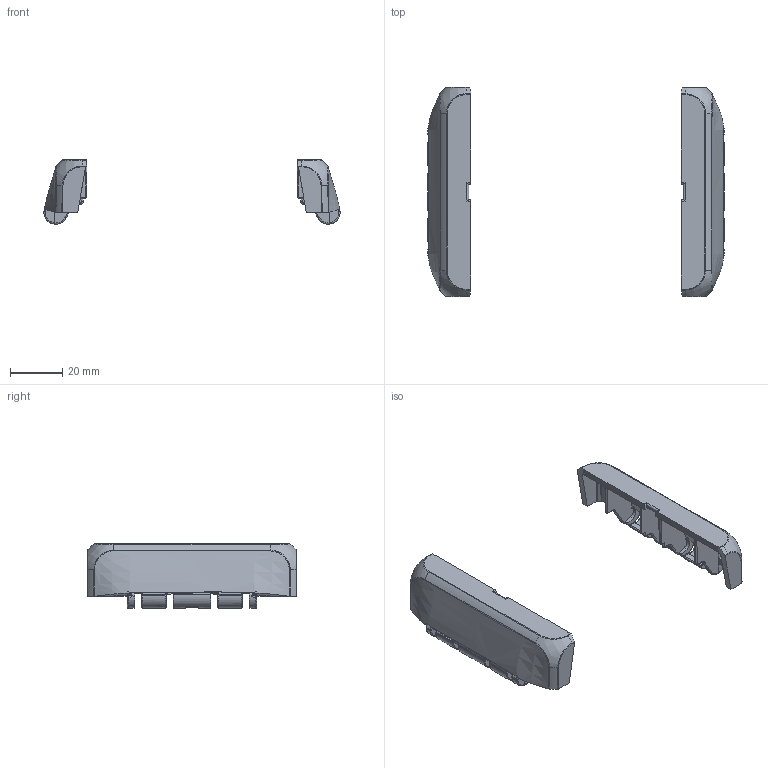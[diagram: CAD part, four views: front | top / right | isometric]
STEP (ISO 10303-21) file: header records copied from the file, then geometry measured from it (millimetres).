
FILE_DESCRIPTION((''),'2;1');
FILE_NAME('a96310100_B SC 08 PC-V0 3000.stp','2012-09-17T15:59:54',('haertel'),(''),'Autodesk Inventor 2013','Autodesk Inventor 2013','');
FILE_SCHEMA(('AUTOMOTIVE_DESIGN { 1 0 10303 214 1 1 1 1 }'));
Length unit declared in the file: millimetre
Products named in the file (2): B-SC 08_3Dsym; 1010348_3Dsym
Assembly tree (2 placements, depth 2):
  B-SC 08_3Dsym
    1010348_3Dsym  x2
Bounding box: 113 x 80 x 24.5 mm (x, y, z)
Volume: 15642 mm3; surface area: 15258.2 mm2
Topology: 2 solids, 2 shells, 628 faces, 1698 edges, 1076 vertices
Faces by surface type: bspline 240, plane 202, cylinder 178, sphere 8
Entity records: 30341 total; most frequent: CARTESIAN_POINT 23063, ORIENTED_EDGE 1698, DIRECTION 1253, EDGE_CURVE 849, VERTEX_POINT 538, AXIS2_PLACEMENT_3D 468, VECTOR 317, LINE 317
